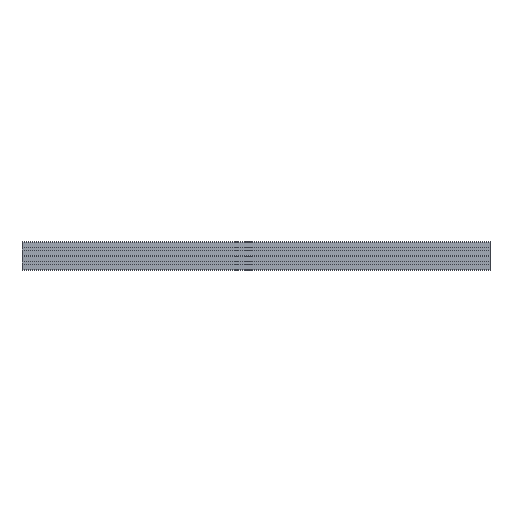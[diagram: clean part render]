
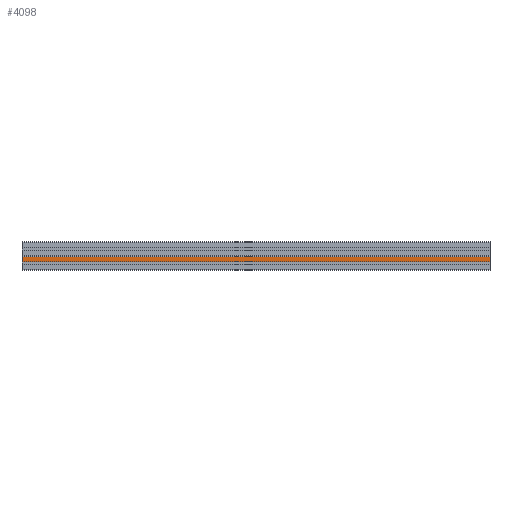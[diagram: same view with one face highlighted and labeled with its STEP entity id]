
A CAD part, front view. The second image highlights one B-rep face of the part: STEP entity #4098.
In plain terms, the highlighted planar face has unit normal (0, -1, 0).
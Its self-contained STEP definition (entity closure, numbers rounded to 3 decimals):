
#259=FACE_OUTER_BOUND('',#473,.T.);
#473=EDGE_LOOP('',(#3388,#3389,#3390,#3391));
#574=LINE('',#5790,#1022);
#886=LINE('',#6684,#1334);
#887=LINE('',#6687,#1335);
#888=LINE('',#6688,#1336);
#1022=VECTOR('',#4581,1.);
#1334=VECTOR('',#5449,1.);
#1335=VECTOR('',#5452,1.);
#1336=VECTOR('',#5453,1.);
#1641=VERTEX_POINT('',#5787);
#1642=VERTEX_POINT('',#5789);
#1946=VERTEX_POINT('',#6682);
#1947=VERTEX_POINT('',#6686);
#2047=EDGE_CURVE('',#1641,#1642,#574,.T.);
#2494=EDGE_CURVE('',#1946,#1642,#886,.T.);
#2495=EDGE_CURVE('',#1947,#1946,#887,.T.);
#2496=EDGE_CURVE('',#1947,#1641,#888,.T.);
#3388=ORIENTED_EDGE('',*,*,#2495,.T.);
#3389=ORIENTED_EDGE('',*,*,#2494,.T.);
#3390=ORIENTED_EDGE('',*,*,#2047,.F.);
#3391=ORIENTED_EDGE('',*,*,#2496,.F.);
#3908=PLANE('',#4450);
#4098=ADVANCED_FACE('',(#259),#3908,.T.);
#4450=AXIS2_PLACEMENT_3D('',#6685,#5450,#5451);
#4581=DIRECTION('',(0.,0.,-1.));
#5449=DIRECTION('',(1.,0.,0.));
#5450=DIRECTION('center_axis',(0.,-1.,0.));
#5451=DIRECTION('ref_axis',(0.,0.,-1.));
#5452=DIRECTION('',(0.,0.,-1.));
#5453=DIRECTION('',(1.,0.,0.));
#5787=CARTESIAN_POINT('',(1500.,0.,42.984));
#5789=CARTESIAN_POINT('',(1500.,0.,26.647));
#5790=CARTESIAN_POINT('',(1500.,0.,42.984));
#6682=CARTESIAN_POINT('',(0.,0.,26.647));
#6684=CARTESIAN_POINT('',(0.,0.,26.647));
#6685=CARTESIAN_POINT('Origin',(0.,0.,42.984));
#6686=CARTESIAN_POINT('',(0.,0.,42.984));
#6687=CARTESIAN_POINT('',(0.,0.,42.984));
#6688=CARTESIAN_POINT('',(0.,0.,42.984));
